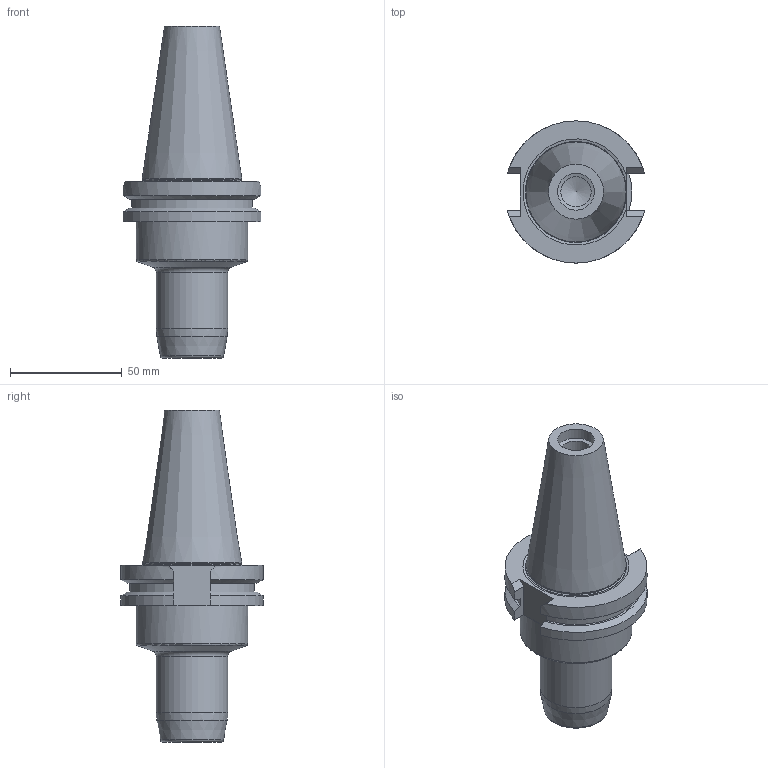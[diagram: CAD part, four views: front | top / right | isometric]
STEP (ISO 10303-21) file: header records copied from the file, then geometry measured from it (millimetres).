
FILE_DESCRIPTION(/* description */ (''),/* implementation_level */ '2;1');
FILE_NAME(/* name */ '6221_1_3d.stp',/* time_stamp */ '2017-03-31T11:26:01+02:00',/* author */ (''),/* organization */ ('SMS'),/* preprocessor_version */ 'ST-DEVELOPER v15',/* originating_system */ 'SIEMENS PLM Software NX 8.5',/* authorisation */ '');
FILE_SCHEMA (('AUTOMOTIVE_DESIGN { 1 0 10303 214 3 1 1 1 }'));
Length unit declared in the file: millimetre
Products named in the file (1): 6221_1_3D
Bounding box: 61.4 x 63.5 x 148.25 mm (x, y, z)
Volume: 180585.6 mm3; surface area: 25414.8 mm2
Topology: 1 solids, 1 shells, 50 faces, 130 edges, 82 vertices
Faces by surface type: plane 22, cone 11, cylinder 11, torus 4, bspline 2
Full cylindrical faces by diameter (mm): 13.5 x1, 16.475 x1, 32 x1, 43.85 x1, 50 x1
Entity records: 1497 total; most frequent: CARTESIAN_POINT 321, DIRECTION 246, ORIENTED_EDGE 216, EDGE_CURVE 108, AXIS2_PLACEMENT_3D 97, VERTEX_POINT 76, EDGE_LOOP 65, LINE 52
